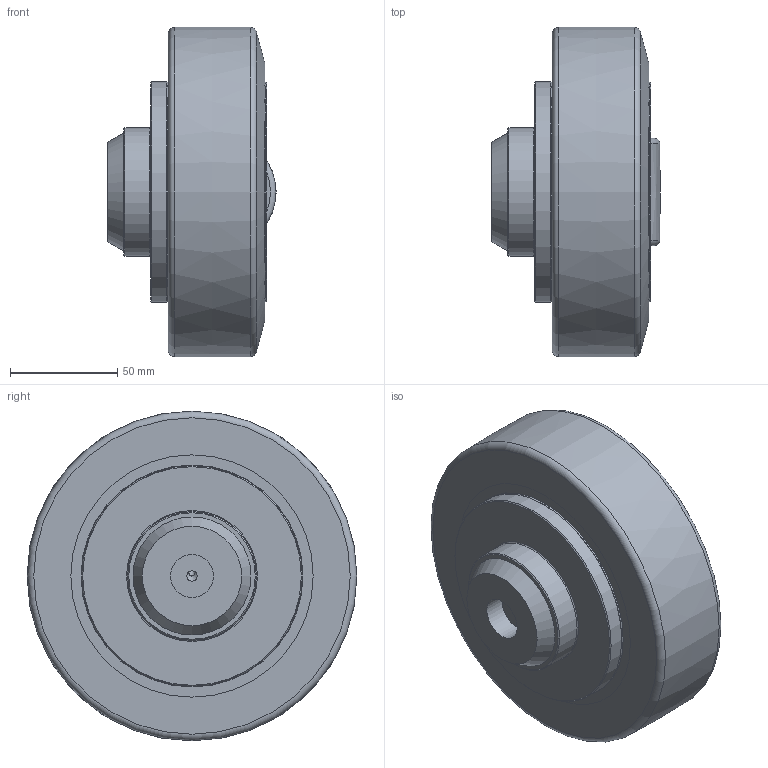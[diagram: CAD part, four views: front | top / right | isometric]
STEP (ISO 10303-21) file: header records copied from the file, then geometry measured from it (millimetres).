
FILE_DESCRIPTION(/* description */ ('-','CAx-IF Rec.Pracs.---Representation and Presentation of Product Manufacturing Information (PMI)---4.0---2014-10-13'),/* implementation_level */ '2;1');
FILE_NAME(/* name */ '55d00d1c-4423-4f72-a686-75b41292a0d3.stp',/* time_stamp */ '2020-06-23T16:56:46+02:00',/* author */ ('-'),/* organization */ ('NTI CADcenter A/S'),/* preprocessor_version */ 'ST-DEVELOPER v18',/* originating_system */ 'Autodesk Inventor 2020',/* authorisation */ '-');
FILE_SCHEMA (('AP242_MANAGED_MODEL_BASED_3D_ENGINEERING_MIM_LF { 1 0 10303 442 1 1 4 }'));
Length unit declared in the file: millimetre
Products named in the file (1): PT150.0260_Kontur
Bounding box: 78.5 x 153.79 x 153.8 mm (x, y, z)
Volume: 788148.5 mm3; surface area: 149231.8 mm2
Topology: 2 solids, 2 shells, 213 faces, 615 edges, 404 vertices
Faces by surface type: plane 87, cylinder 79, torus 22, cone 18, bspline 7
Full cylindrical faces by diameter (mm): 3 x1, 4 x3, 4.917 x1, 5 x1, 6 x4, 6.6 x4, 12 x4, 20 x1, 25 x1, 37 x1, 41 x2, 60 x1, 90 x2, 100.3 x1, 101.4 x1, 102.5 x1, 103 x1, 103.5 x2, 107.5 x1, 109 x1, 111.5 x2, 113 x2
Entity records: 8327 total; most frequent: CARTESIAN_POINT 2190, DIRECTION 1275, ORIENTED_EDGE 1242, EDGE_CURVE 621, AXIS2_PLACEMENT_3D 535, VERTEX_POINT 404, CIRCLE 326, EDGE_LOOP 261
